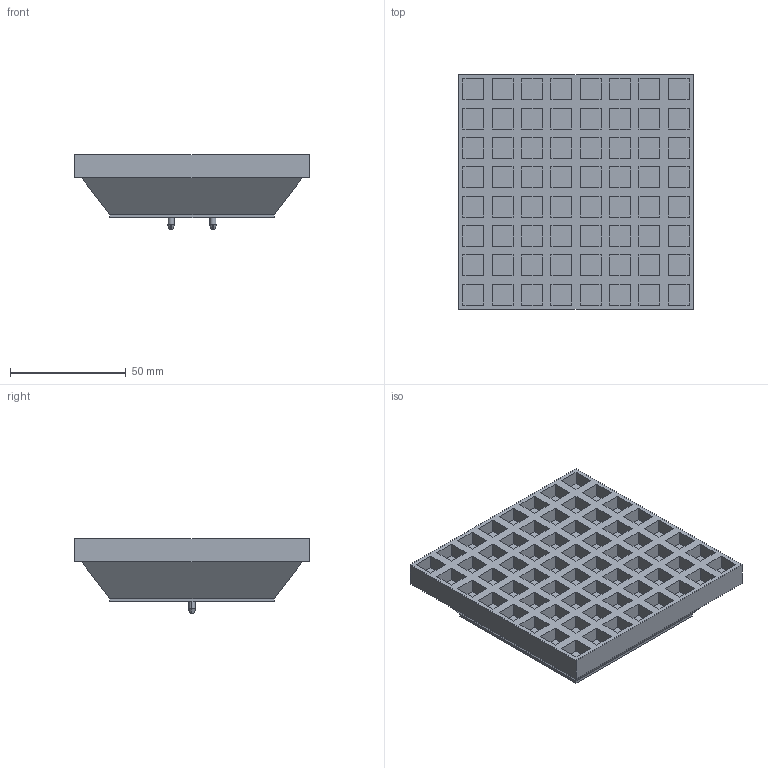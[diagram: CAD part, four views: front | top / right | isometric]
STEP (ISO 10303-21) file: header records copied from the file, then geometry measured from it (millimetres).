
FILE_DESCRIPTION (( 'STEP AP214' ), '1' );
FILE_NAME ('Grid_v4.STEP', '2020-05-07T00:09:41', ( '' ), ( '' ), 'SwSTEP 2.0', 'SolidWorks 2018', '' );
FILE_SCHEMA (( 'AUTOMOTIVE_DESIGN' ));
Length unit declared in the file: millimetre
Products named in the file (1): Grid_v4
Bounding box: 101.6 x 101.6 x 32.25 mm (x, y, z)
Volume: 141713.9 mm3; surface area: 75662.8 mm2
Topology: 1 solids, 1 shells, 1027 faces, 2448 edges, 1556 vertices
Faces by surface type: plane 1019, cone 4, cylinder 4
Entity records: 28804 total; most frequent: CARTESIAN_POINT 5056, ORIENTED_EDGE 4896, DIRECTION 4520, EDGE_CURVE 2448, VECTOR 2416, LINE 2416, VERTEX_POINT 1556, EDGE_LOOP 1160
